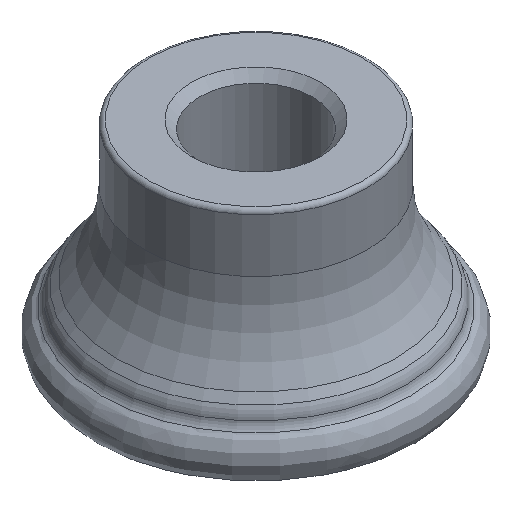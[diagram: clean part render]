
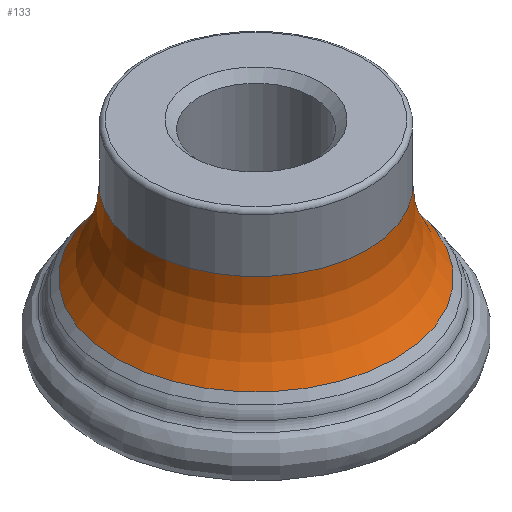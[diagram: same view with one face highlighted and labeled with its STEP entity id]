
A CAD part, isometric view. The second image highlights one B-rep face of the part: STEP entity #133.
In plain terms, the highlighted toroidal (fillet/blend) face has major radius 56.425 mm and minor radius 29.775 mm.
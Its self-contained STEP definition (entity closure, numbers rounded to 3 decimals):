
#133=ADVANCED_FACE('',(#185,#186),#155,.F.);
#155=TOROIDAL_SURFACE('',#535,56.425,29.775);
#185=FACE_BOUND('',#238,.T.);
#186=FACE_BOUND('',#239,.T.);
#238=EDGE_LOOP('',(#290));
#239=EDGE_LOOP('',(#291));
#290=ORIENTED_EDGE('',*,*,#357,.T.);
#291=ORIENTED_EDGE('',*,*,#356,.F.);
#329=VERTEX_POINT('',#754);
#330=VERTEX_POINT('',#757);
#356=EDGE_CURVE('',#329,#329,#382,.T.);
#357=EDGE_CURVE('',#330,#330,#383,.T.);
#382=CIRCLE('',#532,33.591);
#383=CIRCLE('',#534,26.65);
#532=AXIS2_PLACEMENT_3D('',#753,#632,#633);
#534=AXIS2_PLACEMENT_3D('',#756,#636,#637);
#535=AXIS2_PLACEMENT_3D('',#758,#638,#639);
#632=DIRECTION('',(0.,0.,-1.));
#633=DIRECTION('',(-1.,0.,0.));
#636=DIRECTION('',(0.,0.,-1.));
#637=DIRECTION('',(-1.,0.,0.));
#638=DIRECTION('',(0.,0.,-1.));
#639=DIRECTION('',(-1.,0.,0.));
#753=CARTESIAN_POINT('',(0.,0.,-32.985));
#754=CARTESIAN_POINT('',(-33.591,0.,-32.985));
#756=CARTESIAN_POINT('',(0.,0.,-13.876));
#757=CARTESIAN_POINT('',(-26.65,0.,-13.876));
#758=CARTESIAN_POINT('',(0.,0.,-13.876));
